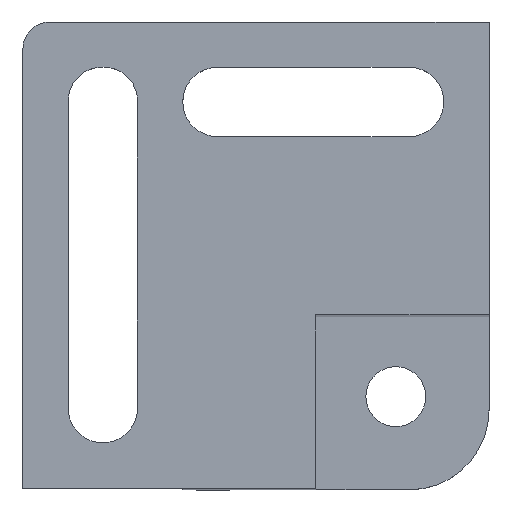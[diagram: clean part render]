
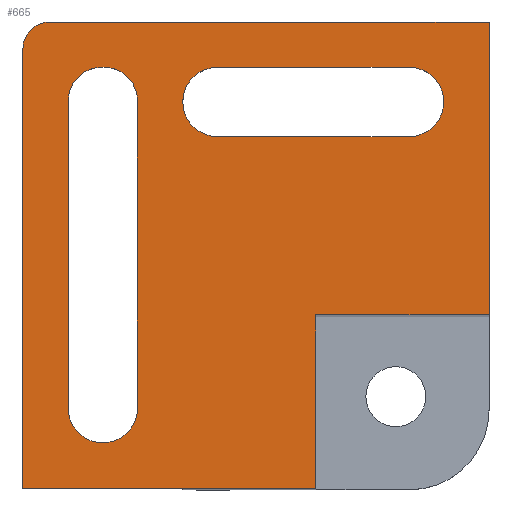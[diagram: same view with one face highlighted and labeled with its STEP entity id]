
A CAD part, top view. The second image highlights one B-rep face of the part: STEP entity #665.
In plain terms, the highlighted planar face has unit normal (0, 0, 1).
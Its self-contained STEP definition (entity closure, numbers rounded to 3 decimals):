
#30=FACE_BOUND('',#78,.T.);
#31=FACE_BOUND('',#79,.T.);
#42=FACE_OUTER_BOUND('',#77,.T.);
#77=EDGE_LOOP('',(#499,#500,#501,#502,#503,#504,#505));
#78=EDGE_LOOP('',(#506,#507,#508,#509,#510,#511,#512,#513,#514,#515));
#79=EDGE_LOOP('',(#516,#517,#518,#519));
#122=LINE('',#1007,#194);
#123=LINE('',#1009,#195);
#124=LINE('',#1010,#196);
#128=LINE('',#1020,#200);
#131=LINE('',#1027,#203);
#139=LINE('',#1044,#211);
#141=LINE('',#1051,#213);
#142=LINE('',#1053,#214);
#143=LINE('',#1055,#215);
#144=LINE('',#1056,#216);
#145=LINE('',#1060,#217);
#146=LINE('',#1064,#218);
#147=LINE('',#1066,#219);
#148=LINE('',#1067,#220);
#149=LINE('',#1069,#221);
#194=VECTOR('',#803,10.);
#195=VECTOR('',#804,10.);
#196=VECTOR('',#805,10.);
#200=VECTOR('',#815,10.);
#203=VECTOR('',#820,10.);
#211=VECTOR('',#832,10.);
#213=VECTOR('',#840,10.);
#214=VECTOR('',#841,10.);
#215=VECTOR('',#842,10.);
#216=VECTOR('',#843,10.);
#217=VECTOR('',#846,10.);
#218=VECTOR('',#849,10.);
#219=VECTOR('',#850,10.);
#220=VECTOR('',#851,10.);
#221=VECTOR('',#852,10.);
#257=CIRCLE('',#713,2.6);
#258=CIRCLE('',#716,2.6);
#260=CIRCLE('',#722,2.);
#261=CIRCLE('',#724,2.5);
#262=CIRCLE('',#725,2.5);
#263=CIRCLE('',#726,2.6);
#296=VERTEX_POINT('',#998);
#297=VERTEX_POINT('',#1000);
#298=VERTEX_POINT('',#1004);
#299=VERTEX_POINT('',#1006);
#300=VERTEX_POINT('',#1008);
#301=VERTEX_POINT('',#1012);
#302=VERTEX_POINT('',#1014);
#303=VERTEX_POINT('',#1018);
#305=VERTEX_POINT('',#1024);
#306=VERTEX_POINT('',#1026);
#313=VERTEX_POINT('',#1042);
#314=VERTEX_POINT('',#1046);
#315=VERTEX_POINT('',#1050);
#316=VERTEX_POINT('',#1052);
#317=VERTEX_POINT('',#1054);
#318=VERTEX_POINT('',#1057);
#319=VERTEX_POINT('',#1059);
#320=VERTEX_POINT('',#1061);
#321=VERTEX_POINT('',#1063);
#322=VERTEX_POINT('',#1065);
#323=VERTEX_POINT('',#1068);
#364=EDGE_CURVE('',#297,#296,#257,.T.);
#367=EDGE_CURVE('',#299,#298,#122,.T.);
#368=EDGE_CURVE('',#300,#299,#123,.T.);
#369=EDGE_CURVE('',#296,#300,#124,.T.);
#371=EDGE_CURVE('',#302,#301,#258,.T.);
#374=EDGE_CURVE('',#301,#303,#128,.T.);
#377=EDGE_CURVE('',#306,#305,#131,.T.);
#386=EDGE_CURVE('',#305,#313,#139,.T.);
#388=EDGE_CURVE('',#313,#314,#260,.T.);
#389=EDGE_CURVE('',#314,#315,#141,.T.);
#390=EDGE_CURVE('',#315,#316,#142,.T.);
#391=EDGE_CURVE('',#316,#317,#143,.T.);
#392=EDGE_CURVE('',#317,#306,#144,.T.);
#393=EDGE_CURVE('',#298,#318,#261,.T.);
#394=EDGE_CURVE('',#318,#319,#145,.T.);
#395=EDGE_CURVE('',#319,#320,#262,.T.);
#396=EDGE_CURVE('',#320,#321,#146,.T.);
#397=EDGE_CURVE('',#321,#322,#147,.T.);
#398=EDGE_CURVE('',#322,#297,#148,.T.);
#399=EDGE_CURVE('',#323,#302,#149,.T.);
#400=EDGE_CURVE('',#303,#323,#263,.T.);
#499=ORIENTED_EDGE('',*,*,#388,.T.);
#500=ORIENTED_EDGE('',*,*,#389,.T.);
#501=ORIENTED_EDGE('',*,*,#390,.T.);
#502=ORIENTED_EDGE('',*,*,#391,.T.);
#503=ORIENTED_EDGE('',*,*,#392,.T.);
#504=ORIENTED_EDGE('',*,*,#377,.T.);
#505=ORIENTED_EDGE('',*,*,#386,.T.);
#506=ORIENTED_EDGE('',*,*,#367,.T.);
#507=ORIENTED_EDGE('',*,*,#393,.T.);
#508=ORIENTED_EDGE('',*,*,#394,.T.);
#509=ORIENTED_EDGE('',*,*,#395,.T.);
#510=ORIENTED_EDGE('',*,*,#396,.T.);
#511=ORIENTED_EDGE('',*,*,#397,.T.);
#512=ORIENTED_EDGE('',*,*,#398,.T.);
#513=ORIENTED_EDGE('',*,*,#364,.T.);
#514=ORIENTED_EDGE('',*,*,#369,.T.);
#515=ORIENTED_EDGE('',*,*,#368,.T.);
#516=ORIENTED_EDGE('',*,*,#399,.T.);
#517=ORIENTED_EDGE('',*,*,#371,.T.);
#518=ORIENTED_EDGE('',*,*,#374,.T.);
#519=ORIENTED_EDGE('',*,*,#400,.T.);
#642=PLANE('',#723);
#665=ADVANCED_FACE('',(#42,#30,#31),#642,.F.);
#713=AXIS2_PLACEMENT_3D('',#1001,#797,#798);
#716=AXIS2_PLACEMENT_3D('',#1015,#809,#810);
#722=AXIS2_PLACEMENT_3D('',#1048,#836,#837);
#723=AXIS2_PLACEMENT_3D('',#1049,#838,#839);
#724=AXIS2_PLACEMENT_3D('',#1058,#844,#845);
#725=AXIS2_PLACEMENT_3D('',#1062,#847,#848);
#726=AXIS2_PLACEMENT_3D('',#1070,#853,#854);
#797=DIRECTION('center_axis',(0.,0.,-1.));
#798=DIRECTION('ref_axis',(-0.707,-0.707,0.));
#803=DIRECTION('',(0.,1.,0.));
#804=DIRECTION('',(0.,1.,0.));
#805=DIRECTION('',(0.,1.,0.));
#809=DIRECTION('center_axis',(0.,0.,-1.));
#810=DIRECTION('ref_axis',(0.707,-0.707,0.));
#815=DIRECTION('',(-1.,0.,0.));
#820=DIRECTION('',(0.,1.,0.));
#832=DIRECTION('',(-1.,0.,0.));
#836=DIRECTION('center_axis',(0.,0.,1.));
#837=DIRECTION('ref_axis',(-0.707,0.707,0.));
#838=DIRECTION('center_axis',(0.,0.,-1.));
#839=DIRECTION('ref_axis',(0.,-1.,0.));
#840=DIRECTION('',(0.,-1.,0.));
#841=DIRECTION('',(1.,0.,0.));
#842=DIRECTION('',(0.,1.,0.));
#843=DIRECTION('',(1.,0.,0.));
#844=DIRECTION('center_axis',(0.,0.,-1.));
#845=DIRECTION('ref_axis',(-0.707,0.707,0.));
#846=DIRECTION('',(1.,0.,0.));
#847=DIRECTION('center_axis',(0.,0.,-1.));
#848=DIRECTION('ref_axis',(0.707,0.707,0.));
#849=DIRECTION('',(0.,-1.,0.));
#850=DIRECTION('',(0.,-1.,0.));
#851=DIRECTION('',(0.,-1.,0.));
#852=DIRECTION('',(1.,0.,0.));
#853=DIRECTION('center_axis',(0.,0.,-1.));
#854=DIRECTION('ref_axis',(-0.707,0.707,0.));
#998=CARTESIAN_POINT('',(845.4,2693.,75.));
#1000=CARTESIAN_POINT('',(850.6,2693.,75.));
#1001=CARTESIAN_POINT('Origin',(848.,2693.,75.));
#1004=CARTESIAN_POINT('',(845.4,2716.1,75.));
#1006=CARTESIAN_POINT('',(845.4,2707.4,75.));
#1007=CARTESIAN_POINT('',(845.4,2711.,75.));
#1008=CARTESIAN_POINT('',(845.4,2707.,75.));
#1009=CARTESIAN_POINT('',(845.4,2712.5,75.));
#1010=CARTESIAN_POINT('',(845.4,2712.5,75.));
#1012=CARTESIAN_POINT('',(871.,2713.4,75.));
#1014=CARTESIAN_POINT('',(871.,2718.6,75.));
#1015=CARTESIAN_POINT('Origin',(871.,2716.,75.));
#1018=CARTESIAN_POINT('',(856.6,2713.4,75.));
#1020=CARTESIAN_POINT('',(865.5,2713.4,75.));
#1024=CARTESIAN_POINT('',(877.,2722.,75.));
#1026=CARTESIAN_POINT('',(877.,2700.,75.));
#1027=CARTESIAN_POINT('',(877.,2713.,75.));
#1042=CARTESIAN_POINT('',(844.,2722.,75.));
#1044=CARTESIAN_POINT('',(844.,2722.,75.));
#1046=CARTESIAN_POINT('',(842.,2720.,75.));
#1048=CARTESIAN_POINT('Origin',(844.,2720.,75.));
#1049=CARTESIAN_POINT('Origin',(877.,2715.,75.));
#1050=CARTESIAN_POINT('',(842.,2687.,75.));
#1051=CARTESIAN_POINT('',(842.,2710.,75.));
#1052=CARTESIAN_POINT('',(864.,2687.,75.));
#1053=CARTESIAN_POINT('',(873.5,2687.,75.));
#1054=CARTESIAN_POINT('',(864.,2700.,75.));
#1055=CARTESIAN_POINT('',(864.,2698.75,75.));
#1056=CARTESIAN_POINT('',(879.25,2700.,75.));
#1057=CARTESIAN_POINT('',(847.9,2718.6,75.));
#1058=CARTESIAN_POINT('Origin',(847.9,2716.1,75.));
#1059=CARTESIAN_POINT('',(848.1,2718.6,75.));
#1060=CARTESIAN_POINT('',(862.5,2718.6,75.));
#1061=CARTESIAN_POINT('',(850.6,2716.1,75.));
#1062=CARTESIAN_POINT('Origin',(848.1,2716.1,75.));
#1063=CARTESIAN_POINT('',(850.6,2707.4,75.));
#1064=CARTESIAN_POINT('',(850.6,2711.,75.));
#1065=CARTESIAN_POINT('',(850.6,2707.,75.));
#1066=CARTESIAN_POINT('',(850.6,2702.7,75.));
#1067=CARTESIAN_POINT('',(850.6,2702.7,75.));
#1068=CARTESIAN_POINT('',(856.6,2718.6,75.));
#1069=CARTESIAN_POINT('',(875.3,2718.6,75.));
#1070=CARTESIAN_POINT('Origin',(856.6,2716.,75.));
